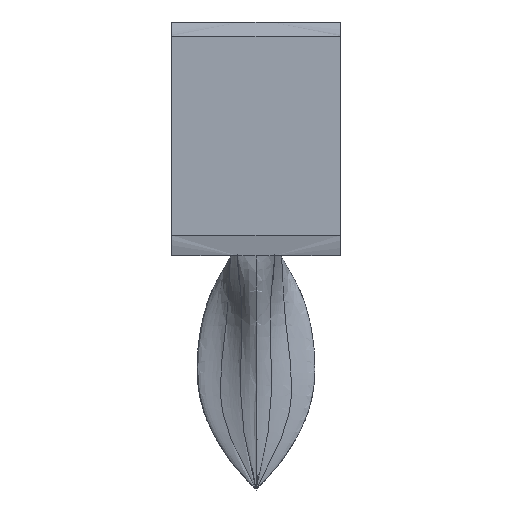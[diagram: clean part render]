
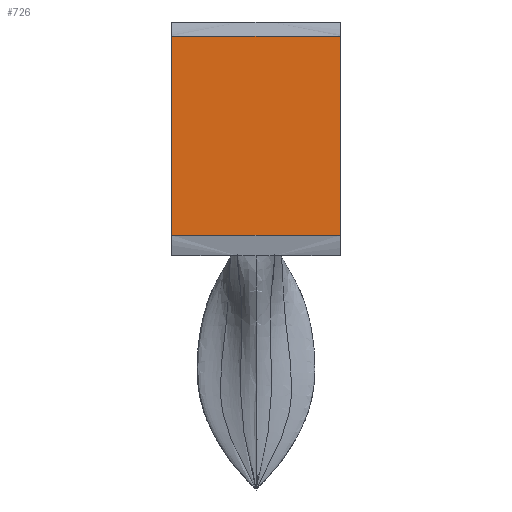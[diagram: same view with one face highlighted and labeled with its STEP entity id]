
A CAD part, top view. The second image highlights one B-rep face of the part: STEP entity #726.
In plain terms, the highlighted planar face has unit normal (0, 0, 1).
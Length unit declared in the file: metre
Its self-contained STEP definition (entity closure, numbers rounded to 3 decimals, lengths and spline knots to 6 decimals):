
#21=PLANE('',#759);
#124=FACE_OUTER_BOUND('',#162,.T.);
#162=EDGE_LOOP('',(#670,#671,#672,#673));
#194=LINE('',#6782,#219);
#195=LINE('',#6785,#220);
#196=LINE('',#6807,#221);
#197=LINE('',#6808,#222);
#219=VECTOR('',#814,0.01);
#220=VECTOR('',#817,0.01);
#221=VECTOR('',#820,0.01);
#222=VECTOR('',#821,0.01);
#338=VERTEX_POINT('',#6764);
#339=VERTEX_POINT('',#6771);
#340=VERTEX_POINT('',#6784);
#341=VERTEX_POINT('',#6806);
#451=EDGE_CURVE('',#339,#338,#194,.T.);
#452=EDGE_CURVE('',#340,#338,#195,.T.);
#454=EDGE_CURVE('',#341,#339,#196,.T.);
#455=EDGE_CURVE('',#341,#340,#197,.T.);
#670=ORIENTED_EDGE('',*,*,#451,.F.);
#671=ORIENTED_EDGE('',*,*,#454,.F.);
#672=ORIENTED_EDGE('',*,*,#455,.T.);
#673=ORIENTED_EDGE('',*,*,#452,.T.);
#726=ADVANCED_FACE('',(#124),#21,.T.);
#759=AXIS2_PLACEMENT_3D('',#6805,#818,#819);
#814=DIRECTION('',(1.,0.,0.));
#817=DIRECTION('',(0.,1.,0.));
#818=DIRECTION('center_axis',(0.,0.,1.));
#819=DIRECTION('ref_axis',(1.,0.,0.));
#820=DIRECTION('',(0.,1.,0.));
#821=DIRECTION('',(1.,0.,0.));
#6764=CARTESIAN_POINT('',(0.9,4.85,1.));
#6771=CARTESIAN_POINT('',(-0.9,4.85,1.));
#6782=CARTESIAN_POINT('',(-0.9,4.85,1.));
#6784=CARTESIAN_POINT('',(0.9,2.72,1.));
#6785=CARTESIAN_POINT('',(0.9,2.5,1.));
#6805=CARTESIAN_POINT('Origin',(-0.9,2.5,1.));
#6806=CARTESIAN_POINT('',(-0.9,2.72,1.));
#6807=CARTESIAN_POINT('',(-0.9,2.5,1.));
#6808=CARTESIAN_POINT('',(-0.9,2.72,1.));
